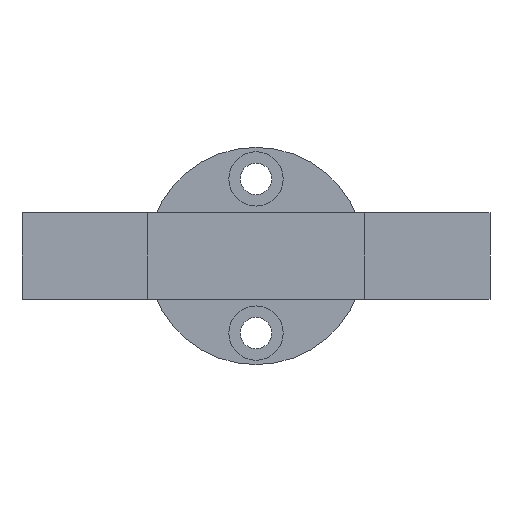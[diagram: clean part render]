
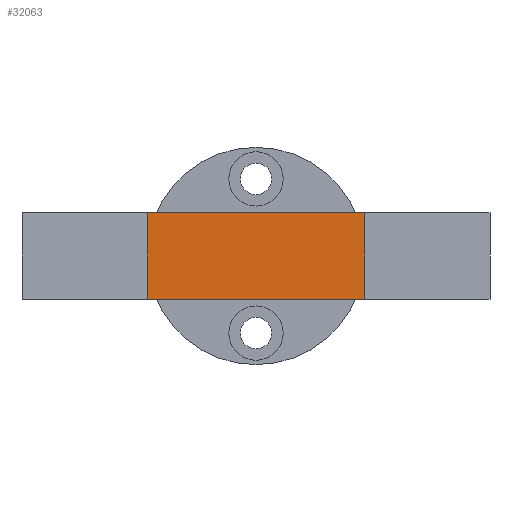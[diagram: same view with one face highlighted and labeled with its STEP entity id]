
A CAD part, front view. The second image highlights one B-rep face of the part: STEP entity #32063.
In plain terms, the highlighted planar face has unit normal (0, -1, 0).
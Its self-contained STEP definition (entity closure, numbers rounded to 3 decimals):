
#4286=FACE_OUTER_BOUND('',#6017,.T.);
#6017=EDGE_LOOP('',(#29538,#29539,#29540,#29541));
#6072=LINE('',#37718,#9132);
#9088=LINE('',#61519,#12148);
#9093=LINE('',#61529,#12153);
#9094=LINE('',#61530,#12154);
#9132=VECTOR('',#32975,10.);
#12148=VECTOR('',#37573,10.);
#12153=VECTOR('',#37586,10.);
#12154=VECTOR('',#37587,10.);
#12186=VERTEX_POINT('',#37715);
#12187=VERTEX_POINT('',#37717);
#15320=VERTEX_POINT('',#61516);
#15321=VERTEX_POINT('',#61518);
#15364=EDGE_CURVE('',#12186,#12187,#6072,.T.);
#20067=EDGE_CURVE('',#15320,#15321,#9088,.T.);
#20072=EDGE_CURVE('',#12187,#15320,#9093,.T.);
#20073=EDGE_CURVE('',#12186,#15321,#9094,.T.);
#29538=ORIENTED_EDGE('',*,*,#20067,.F.);
#29539=ORIENTED_EDGE('',*,*,#20072,.F.);
#29540=ORIENTED_EDGE('',*,*,#15364,.F.);
#29541=ORIENTED_EDGE('',*,*,#20073,.T.);
#30408=PLANE('',#32897);
#32063=ADVANCED_FACE('',(#4286),#30408,.F.);
#32897=AXIS2_PLACEMENT_3D('',#61528,#37584,#37585);
#32975=DIRECTION('',(-1.,0.,0.));
#37573=DIRECTION('',(1.,0.,0.));
#37584=DIRECTION('center_axis',(0.,1.,0.));
#37585=DIRECTION('ref_axis',(-1.,0.,0.));
#37586=DIRECTION('',(0.,0.,1.));
#37587=DIRECTION('',(0.,0.,1.));
#37715=CARTESIAN_POINT('',(105.,5.,-1.));
#37717=CARTESIAN_POINT('',(85.,5.,-1.));
#37718=CARTESIAN_POINT('',(100.,5.,-1.));
#61516=CARTESIAN_POINT('',(85.,5.,7.));
#61518=CARTESIAN_POINT('',(105.,5.,7.));
#61519=CARTESIAN_POINT('',(100.,5.,7.));
#61528=CARTESIAN_POINT('Origin',(105.,5.,-1.));
#61529=CARTESIAN_POINT('',(85.,5.,-1.));
#61530=CARTESIAN_POINT('',(105.,5.,-1.));
